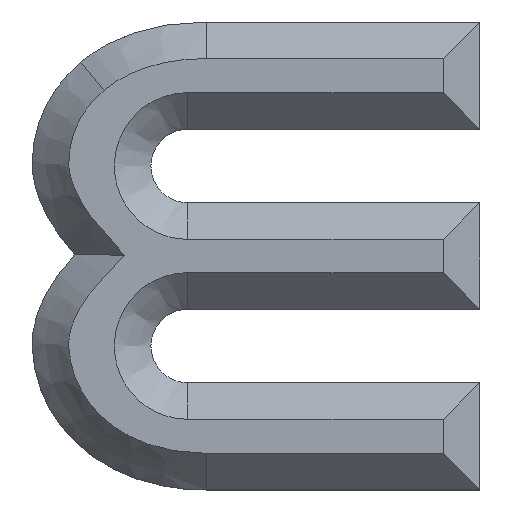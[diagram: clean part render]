
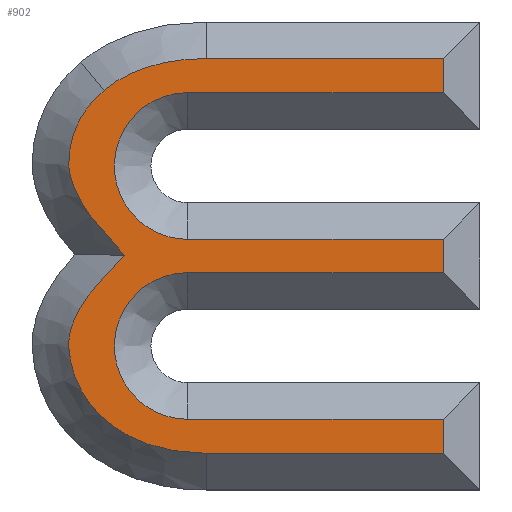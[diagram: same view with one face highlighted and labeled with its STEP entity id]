
A CAD part, top view. The second image highlights one B-rep face of the part: STEP entity #902.
In plain terms, the highlighted planar face has unit normal (0, 0, 1).
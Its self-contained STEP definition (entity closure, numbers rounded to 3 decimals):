
#63=PLANE('',#956);
#122=FACE_OUTER_BOUND('',#200,.T.);
#200=EDGE_LOOP('',(#781,#782,#783,#784,#785,#786,#787,#788,#789,#790,#791,
#792,#793,#794));
#234=LINE('',#2058,#304);
#240=LINE('',#2071,#310);
#242=LINE('',#2075,#312);
#247=LINE('',#2086,#317);
#250=LINE('',#2140,#320);
#253=LINE('',#2146,#323);
#256=LINE('',#2236,#326);
#259=LINE('',#2290,#329);
#263=LINE('',#2297,#333);
#304=VECTOR('',#1025,10.);
#310=VECTOR('',#1033,10.);
#312=VECTOR('',#1037,10.);
#317=VECTOR('',#1044,10.);
#320=VECTOR('',#1049,10.);
#323=VECTOR('',#1054,10.);
#326=VECTOR('',#1059,10.);
#329=VECTOR('',#1064,10.);
#333=VECTOR('',#1070,10.);
#385=B_SPLINE_CURVE_WITH_KNOTS('',3,(#2123,#2124,#2125,#2126,#2127,#2128,
#2129,#2130),.UNSPECIFIED.,.F.,.F.,(4,1,2,1,4),(-2.,-1.7,
-1.,-0.4,0.),.UNSPECIFIED.);
#388=B_SPLINE_CURVE_WITH_KNOTS('',3,(#2215,#2216,#2217,#2218,#2219,#2220,
#2221,#2222,#2223,#2224,#2225,#2226,#2227),.UNSPECIFIED.,.F.,.F.,(4,1,1,
3,1,3,4),(-17.,-16.714,-16.429,-16.,-15.429,
-15.,-14.669),.UNSPECIFIED.);
#390=B_SPLINE_CURVE_WITH_KNOTS('',3,(#2273,#2274,#2275,#2276,#2277,#2278,
#2279,#2280),.UNSPECIFIED.,.F.,.F.,(4,1,2,1,4),(-7.,-6.7,-6.,-5.4,-5.),
 .UNSPECIFIED.);
#392=B_SPLINE_CURVE_WITH_KNOTS('',3,(#2317,#2318,#2319,#2320),
 .UNSPECIFIED.,.F.,.F.,(4,4),(-3.014,-2.469),
 .UNSPECIFIED.);
#394=B_SPLINE_CURVE_WITH_KNOTS('',3,(#2369,#2370,#2371,#2372,#2373,#2374,
#2375,#2376,#2377,#2378,#2379),.UNSPECIFIED.,.F.,.F.,(4,3,1,3,4),(-15.315,
-15.,-14.429,-14.,-13.),.UNSPECIFIED.);
#442=VERTEX_POINT('',#2056);
#443=VERTEX_POINT('',#2057);
#448=VERTEX_POINT('',#2068);
#449=VERTEX_POINT('',#2070);
#450=VERTEX_POINT('',#2074);
#454=VERTEX_POINT('',#2083);
#455=VERTEX_POINT('',#2085);
#457=VERTEX_POINT('',#2121);
#459=VERTEX_POINT('',#2145);
#462=VERTEX_POINT('',#2212);
#463=VERTEX_POINT('',#2214);
#465=VERTEX_POINT('',#2271);
#467=VERTEX_POINT('',#2295);
#469=VERTEX_POINT('',#2315);
#532=EDGE_CURVE('',#442,#443,#234,.T.);
#538=EDGE_CURVE('',#448,#449,#240,.T.);
#540=EDGE_CURVE('',#449,#450,#242,.T.);
#545=EDGE_CURVE('',#454,#455,#247,.T.);
#548=EDGE_CURVE('',#457,#454,#385,.T.);
#550=EDGE_CURVE('',#450,#457,#250,.T.);
#553=EDGE_CURVE('',#455,#459,#253,.T.);
#557=EDGE_CURVE('',#462,#463,#388,.T.);
#559=EDGE_CURVE('',#459,#462,#256,.T.);
#562=EDGE_CURVE('',#465,#448,#390,.T.);
#564=EDGE_CURVE('',#443,#465,#259,.T.);
#568=EDGE_CURVE('',#467,#442,#263,.T.);
#570=EDGE_CURVE('',#469,#467,#392,.T.);
#572=EDGE_CURVE('',#463,#469,#394,.T.);
#781=ORIENTED_EDGE('',*,*,#557,.F.);
#782=ORIENTED_EDGE('',*,*,#559,.F.);
#783=ORIENTED_EDGE('',*,*,#553,.F.);
#784=ORIENTED_EDGE('',*,*,#545,.F.);
#785=ORIENTED_EDGE('',*,*,#548,.F.);
#786=ORIENTED_EDGE('',*,*,#550,.F.);
#787=ORIENTED_EDGE('',*,*,#540,.F.);
#788=ORIENTED_EDGE('',*,*,#538,.F.);
#789=ORIENTED_EDGE('',*,*,#562,.F.);
#790=ORIENTED_EDGE('',*,*,#564,.F.);
#791=ORIENTED_EDGE('',*,*,#532,.F.);
#792=ORIENTED_EDGE('',*,*,#568,.F.);
#793=ORIENTED_EDGE('',*,*,#570,.F.);
#794=ORIENTED_EDGE('',*,*,#572,.F.);
#902=ADVANCED_FACE('',(#122),#63,.T.);
#956=AXIS2_PLACEMENT_3D('',#2427,#1090,#1091);
#1025=DIRECTION('',(0.,-1.,0.));
#1033=DIRECTION('',(1.,0.,0.));
#1037=DIRECTION('',(0.,-1.,0.));
#1044=DIRECTION('',(1.,0.,0.));
#1049=DIRECTION('',(-1.,0.,0.));
#1054=DIRECTION('',(0.,-1.,0.));
#1059=DIRECTION('',(-1.,0.,0.));
#1064=DIRECTION('',(-1.,0.,0.));
#1070=DIRECTION('',(1.,0.,0.));
#1090=DIRECTION('center_axis',(0.,0.,1.));
#1091=DIRECTION('ref_axis',(1.,0.,0.));
#2056=CARTESIAN_POINT('',(100.63,-24.863,2.9));
#2057=CARTESIAN_POINT('',(100.63,-26.536,2.9));
#2058=CARTESIAN_POINT('',(100.63,-31.449,2.9));
#2068=CARTESIAN_POINT('',(88.077,-33.745,2.9));
#2070=CARTESIAN_POINT('',(100.63,-33.745,2.9));
#2071=CARTESIAN_POINT('',(96.93,-33.745,2.9));
#2074=CARTESIAN_POINT('',(100.63,-35.381,2.9));
#2075=CARTESIAN_POINT('',(100.63,-35.872,2.9));
#2083=CARTESIAN_POINT('',(88.077,-42.59,2.9));
#2085=CARTESIAN_POINT('',(100.63,-42.59,2.9));
#2086=CARTESIAN_POINT('',(96.93,-42.59,2.9));
#2121=CARTESIAN_POINT('',(88.077,-35.381,2.9));
#2123=CARTESIAN_POINT('Ctrl Pts',(88.077,-35.381,2.9));
#2124=CARTESIAN_POINT('Ctrl Pts',(87.486,-35.381,2.9));
#2125=CARTESIAN_POINT('Ctrl Pts',(85.599,-35.864,2.9));
#2126=CARTESIAN_POINT('Ctrl Pts',(84.468,-37.59,2.9));
#2127=CARTESIAN_POINT('Ctrl Pts',(84.469,-40.183,2.9));
#2128=CARTESIAN_POINT('Ctrl Pts',(85.437,-41.947,2.9));
#2129=CARTESIAN_POINT('Ctrl Pts',(87.288,-42.59,2.9));
#2130=CARTESIAN_POINT('Ctrl Pts',(88.077,-42.59,2.9));
#2140=CARTESIAN_POINT('',(89.753,-35.381,2.9));
#2145=CARTESIAN_POINT('',(100.63,-44.263,2.9));
#2146=CARTESIAN_POINT('',(100.63,-40.313,2.9));
#2212=CARTESIAN_POINT('',(88.974,-44.263,2.9));
#2214=CARTESIAN_POINT('',(84.959,-34.524,2.9));
#2215=CARTESIAN_POINT('Ctrl Pts',(88.974,-44.263,2.9));
#2216=CARTESIAN_POINT('Ctrl Pts',(87.617,-44.263,2.9));
#2217=CARTESIAN_POINT('Ctrl Pts',(85.381,-43.751,2.9));
#2218=CARTESIAN_POINT('Ctrl Pts',(82.887,-41.809,2.9));
#2219=CARTESIAN_POINT('Ctrl Pts',(82.23,-39.924,2.9));
#2220=CARTESIAN_POINT('Ctrl Pts',(82.23,-38.872,2.9));
#2221=CARTESIAN_POINT('Ctrl Pts',(82.23,-38.353,2.9));
#2222=CARTESIAN_POINT('Ctrl Pts',(82.556,-37.3,2.9));
#2223=CARTESIAN_POINT('Ctrl Pts',(83.43,-36.167,2.9));
#2224=CARTESIAN_POINT('Ctrl Pts',(83.84,-35.727,2.9));
#2225=CARTESIAN_POINT('Ctrl Pts',(84.213,-35.326,2.9));
#2226=CARTESIAN_POINT('Ctrl Pts',(84.586,-34.925,2.9));
#2227=CARTESIAN_POINT('Ctrl Pts',(84.959,-34.524,2.9));
#2236=CARTESIAN_POINT('',(90.202,-44.263,2.9));
#2271=CARTESIAN_POINT('',(88.077,-26.536,2.9));
#2273=CARTESIAN_POINT('Ctrl Pts',(88.077,-26.536,2.9));
#2274=CARTESIAN_POINT('Ctrl Pts',(87.486,-26.536,2.9));
#2275=CARTESIAN_POINT('Ctrl Pts',(85.599,-27.019,2.9));
#2276=CARTESIAN_POINT('Ctrl Pts',(84.468,-28.744,2.9));
#2277=CARTESIAN_POINT('Ctrl Pts',(84.469,-31.338,2.9));
#2278=CARTESIAN_POINT('Ctrl Pts',(85.437,-33.102,2.9));
#2279=CARTESIAN_POINT('Ctrl Pts',(87.288,-33.745,2.9));
#2280=CARTESIAN_POINT('Ctrl Pts',(88.077,-33.745,2.9));
#2290=CARTESIAN_POINT('',(89.753,-26.536,2.9));
#2295=CARTESIAN_POINT('',(88.974,-24.863,2.9));
#2297=CARTESIAN_POINT('',(96.93,-24.863,2.9));
#2315=CARTESIAN_POINT('',(83.973,-26.414,2.9));
#2317=CARTESIAN_POINT('Ctrl Pts',(83.973,-26.414,2.9));
#2318=CARTESIAN_POINT('Ctrl Pts',(85.125,-25.453,2.9));
#2319=CARTESIAN_POINT('Ctrl Pts',(86.836,-24.863,2.9));
#2320=CARTESIAN_POINT('Ctrl Pts',(88.974,-24.863,2.9));
#2369=CARTESIAN_POINT('Ctrl Pts',(84.959,-34.524,2.9));
#2370=CARTESIAN_POINT('Ctrl Pts',(84.594,-34.116,2.9));
#2371=CARTESIAN_POINT('Ctrl Pts',(84.229,-33.708,2.9));
#2372=CARTESIAN_POINT('Ctrl Pts',(83.864,-33.3,2.9));
#2373=CARTESIAN_POINT('Ctrl Pts',(83.303,-32.673,2.9));
#2374=CARTESIAN_POINT('Ctrl Pts',(82.46,-31.427,2.9));
#2375=CARTESIAN_POINT('Ctrl Pts',(82.23,-30.383,2.9));
#2376=CARTESIAN_POINT('Ctrl Pts',(82.23,-30.023,2.9));
#2377=CARTESIAN_POINT('Ctrl Pts',(82.23,-28.666,2.9));
#2378=CARTESIAN_POINT('Ctrl Pts',(82.845,-27.354,2.9));
#2379=CARTESIAN_POINT('Ctrl Pts',(83.973,-26.414,2.9));
#2427=CARTESIAN_POINT('Origin',(91.43,-34.563,2.9));
